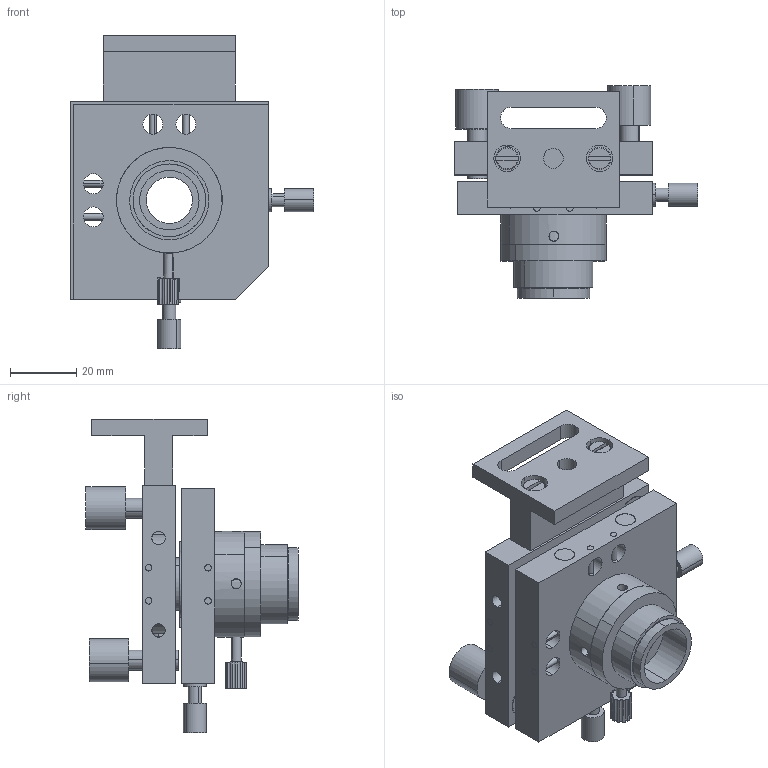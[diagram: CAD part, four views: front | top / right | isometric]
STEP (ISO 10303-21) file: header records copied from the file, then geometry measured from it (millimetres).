
FILE_DESCRIPTION (( 'STEP AP214' ), '1' );
FILE_NAME ('GCM-0704M-三维外形图-20161118.STEP', '2016-11-18T02:30:35', ( 't' ), ( 'd' ), 'SwSTEP 2.0', 'SolidWorks 2012', '' );
FILE_SCHEMA (( 'AUTOMOTIVE_DESIGN' ));
Length unit declared in the file: millimetre
Products named in the file (1): GCM-0704M-三维外形图-20161118
Bounding box: 73.72 x 64.25 x 95 mm (x, y, z)
Surface area: 36897.5 mm2 (no closed solid volume)
Topology: 0 solids, 37 shells, 263 faces, 802 edges, 565 vertices
Faces by surface type: cylinder 155, plane 86, cone 18, torus 4
Entity records: 13133 total; most frequent: CARTESIAN_POINT 2823, DIRECTION 1624, ORIENTED_EDGE 1359, EDGE_CURVE 802, AXIS2_PLACEMENT_3D 654, VERTEX_POINT 565, CIRCLE 390, EDGE_LOOP 353
